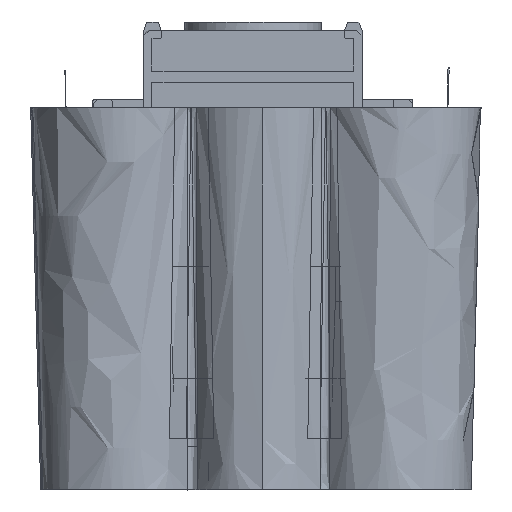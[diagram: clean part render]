
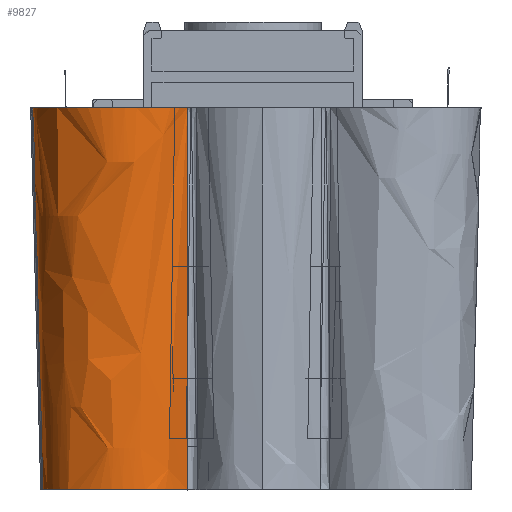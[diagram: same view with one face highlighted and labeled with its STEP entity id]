
A CAD part, front view. The second image highlights one B-rep face of the part: STEP entity #9827.
In plain terms, the highlighted free-form (B-spline) face has degree [2, 1] with [9, 2] control points.
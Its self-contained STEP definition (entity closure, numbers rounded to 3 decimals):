
#3298=B_SPLINE_CURVE_WITH_KNOTS('',3,(#136049,#136050,#136051,#136052),
 .UNSPECIFIED.,.F.,.F.,(4,4),(-51.819,-51.818),
 .UNSPECIFIED.);
#3299=B_SPLINE_CURVE_WITH_KNOTS('',3,(#136053,#136054,#136055,#136056),
 .UNSPECIFIED.,.F.,.F.,(4,4),(-1.,0.),.UNSPECIFIED.);
#3300=B_SPLINE_CURVE_WITH_KNOTS('',3,(#136057,#136058,#136059,#136060),
 .UNSPECIFIED.,.F.,.F.,(4,4),(0.,1.),.UNSPECIFIED.);
#3301=B_SPLINE_CURVE_WITH_KNOTS('',3,(#136061,#136062,#136063,#136064),
 .UNSPECIFIED.,.F.,.F.,(4,4),(-1.,0.),.UNSPECIFIED.);
#3302=B_SPLINE_CURVE_WITH_KNOTS('',3,(#136065,#136066,#136067,#136068,#136069,
#136070),.UNSPECIFIED.,.F.,.F.,(4,2,4),(-51.818,-25.899,
0.),.UNSPECIFIED.);
#9827=ADVANCED_FACE('',(#13607),#72288,.T.);
#13607=FACE_OUTER_BOUND('',#17668,.T.);
#17668=EDGE_LOOP('',(#28945,#28946,#28947,#28948,#28949,#28950));
#28945=ORIENTED_EDGE('',*,*,#48932,.T.);
#28946=ORIENTED_EDGE('',*,*,#48936,.T.);
#28947=ORIENTED_EDGE('',*,*,#48933,.F.);
#28948=ORIENTED_EDGE('',*,*,#48865,.F.);
#28949=ORIENTED_EDGE('',*,*,#48934,.T.);
#28950=ORIENTED_EDGE('',*,*,#48935,.T.);
#48865=EDGE_CURVE('',#65158,#65159,#58905,.T.);
#48932=EDGE_CURVE('',#65201,#65197,#3298,.T.);
#48933=EDGE_CURVE('',#65159,#65090,#3299,.T.);
#48934=EDGE_CURVE('',#65158,#65198,#3300,.T.);
#48935=EDGE_CURVE('',#65198,#65201,#3301,.T.);
#48936=EDGE_CURVE('',#65197,#65090,#3302,.T.);
#58905=(
BOUNDED_CURVE()
B_SPLINE_CURVE(2,(#135657,#135658,#135659,#135660,#135661,#135662,#135663,
#135664,#135665),.UNSPECIFIED.,.F.,.F.)
B_SPLINE_CURVE_WITH_KNOTS((3,2,2,2,3),(-54.341,-40.756,
-27.171,-13.585,0.),.UNSPECIFIED.)
CURVE()
GEOMETRIC_REPRESENTATION_ITEM()
RATIONAL_B_SPLINE_CURVE((1.,0.908,1.,0.908,1.,0.908,
1.,0.908,1.))
REPRESENTATION_ITEM('')
);
#65090=VERTEX_POINT('',#134582);
#65158=VERTEX_POINT('',#134650);
#65159=VERTEX_POINT('',#134651);
#65197=VERTEX_POINT('',#134689);
#65198=VERTEX_POINT('',#134690);
#65201=VERTEX_POINT('',#134693);
#72288=(
BOUNDED_SURFACE()
B_SPLINE_SURFACE(2,1,((#133875,#133876),(#133877,#133878),(#133879,#133880),
(#133881,#133882),(#133883,#133884),(#133885,#133886),(#133887,#133888),
(#133889,#133890),(#133891,#133892)),.UNSPECIFIED.,.T.,.F.,.F.)
B_SPLINE_SURFACE_WITH_KNOTS((3,2,2,2,3),(2,2),(0.,31.933,63.867,
95.8,127.734),(0.,86.459),.UNSPECIFIED.)
GEOMETRIC_REPRESENTATION_ITEM()
RATIONAL_B_SPLINE_SURFACE(((1.,1.),(0.707,0.707),
(1.,1.),(0.707,0.707),(1.,1.),(0.707,
0.707),(1.,1.),(0.707,0.707),(1.,1.)))
REPRESENTATION_ITEM('')
SURFACE()
);
#133875=CARTESIAN_POINT('',(360.196,-2020.189,-50.95));
#133876=CARTESIAN_POINT('',(360.196,-2017.927,35.45));
#133877=CARTESIAN_POINT('',(346.492,-2020.189,-50.95));
#133878=CARTESIAN_POINT('',(344.23,-2017.927,35.45));
#133879=CARTESIAN_POINT('',(346.492,-2033.894,-50.95));
#133880=CARTESIAN_POINT('',(344.23,-2033.894,35.45));
#133881=CARTESIAN_POINT('',(346.492,-2047.598,-50.95));
#133882=CARTESIAN_POINT('',(344.23,-2049.86,35.45));
#133883=CARTESIAN_POINT('',(360.196,-2047.598,-50.95));
#133884=CARTESIAN_POINT('',(360.196,-2049.86,35.45));
#133885=CARTESIAN_POINT('',(373.901,-2047.598,-50.95));
#133886=CARTESIAN_POINT('',(376.163,-2049.86,35.45));
#133887=CARTESIAN_POINT('',(373.901,-2033.894,-50.95));
#133888=CARTESIAN_POINT('',(376.163,-2033.894,35.45));
#133889=CARTESIAN_POINT('',(373.901,-2020.189,-50.95));
#133890=CARTESIAN_POINT('',(376.163,-2017.927,35.45));
#133891=CARTESIAN_POINT('',(360.196,-2020.189,-50.95));
#133892=CARTESIAN_POINT('',(360.196,-2017.927,35.45));
#134582=CARTESIAN_POINT('',(372.849,-2039.693,-42.75));
#134650=CARTESIAN_POINT('',(350.945,-2021.144,27.25));
#134651=CARTESIAN_POINT('',(372.88,-2043.235,27.25));
#134689=CARTESIAN_POINT('',(352.806,-2022.098,-42.749));
#134690=CARTESIAN_POINT('',(351.213,-2021.248,18.1));
#134693=CARTESIAN_POINT('',(352.807,-2022.098,-42.749));
#135657=CARTESIAN_POINT('',(350.945,-2021.144,27.25));
#135658=CARTESIAN_POINT('',(345.079,-2025.401,27.25));
#135659=CARTESIAN_POINT('',(344.495,-2032.625,27.25));
#135660=CARTESIAN_POINT('',(343.912,-2039.849,27.25));
#135661=CARTESIAN_POINT('',(349.019,-2044.992,27.25));
#135662=CARTESIAN_POINT('',(354.125,-2050.135,27.25));
#135663=CARTESIAN_POINT('',(361.354,-2049.603,27.25));
#135664=CARTESIAN_POINT('',(368.582,-2049.071,27.25));
#135665=CARTESIAN_POINT('',(372.88,-2043.235,27.25));
#136049=CARTESIAN_POINT('',(352.807,-2022.098,-42.749));
#136050=CARTESIAN_POINT('',(352.807,-2022.098,-42.749));
#136051=CARTESIAN_POINT('',(352.807,-2022.098,-42.749));
#136052=CARTESIAN_POINT('',(352.806,-2022.098,-42.749));
#136053=CARTESIAN_POINT('',(372.88,-2043.235,27.25));
#136054=CARTESIAN_POINT('',(372.867,-2042.221,3.894));
#136055=CARTESIAN_POINT('',(372.852,-2041.152,-19.442));
#136056=CARTESIAN_POINT('',(372.849,-2039.693,-42.75));
#136057=CARTESIAN_POINT('',(350.945,-2021.144,27.25));
#136058=CARTESIAN_POINT('',(351.042,-2021.172,24.2));
#136059=CARTESIAN_POINT('',(351.133,-2021.206,21.15));
#136060=CARTESIAN_POINT('',(351.213,-2021.248,18.1));
#136061=CARTESIAN_POINT('',(351.213,-2021.248,18.1));
#136062=CARTESIAN_POINT('',(351.744,-2021.522,-2.184));
#136063=CARTESIAN_POINT('',(352.275,-2021.805,-22.466));
#136064=CARTESIAN_POINT('',(352.807,-2022.098,-42.749));
#136065=CARTESIAN_POINT('',(352.806,-2022.098,-42.749));
#136066=CARTESIAN_POINT('',(344.9,-2027.052,-42.749));
#136067=CARTESIAN_POINT('',(344.009,-2038.221,-42.749));
#136068=CARTESIAN_POINT('',(358.042,-2050.507,-42.749));
#136069=CARTESIAN_POINT('',(368.965,-2048.168,-42.75));
#136070=CARTESIAN_POINT('',(372.849,-2039.693,-42.75));
